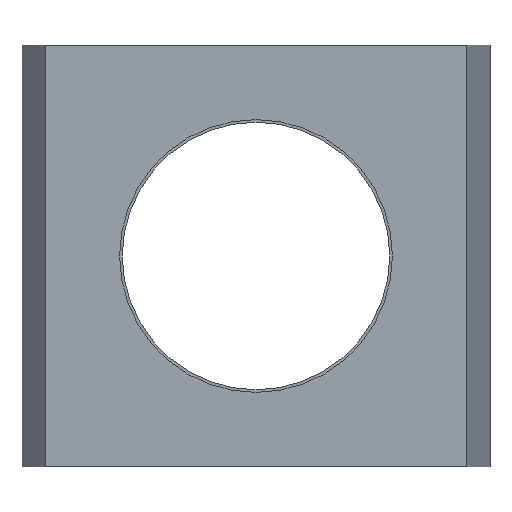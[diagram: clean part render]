
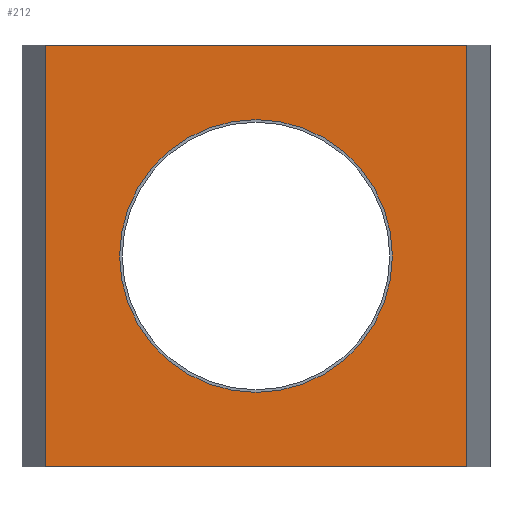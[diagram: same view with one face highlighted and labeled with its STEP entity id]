
A CAD part, front view. The second image highlights one B-rep face of the part: STEP entity #212.
In plain terms, the highlighted planar face has unit normal (0, -1, 0).
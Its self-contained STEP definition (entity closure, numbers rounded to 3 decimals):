
#8 = ORIENTED_EDGE ( 'NONE', *, *, #476, .F. ) ;
#16 = DIRECTION ( 'NONE',  ( 0., 1., 0. ) ) ;
#17 = EDGE_CURVE ( 'NONE', #318, #789, #758, .T. ) ;
#19 = VERTEX_POINT ( 'NONE', #836 ) ;
#21 = DIRECTION ( 'NONE',  ( 0., -1., 0. ) ) ;
#45 = ORIENTED_EDGE ( 'NONE', *, *, #17, .F. ) ;
#52 = ORIENTED_EDGE ( 'NONE', *, *, #369, .T. ) ;
#73 = CARTESIAN_POINT ( 'NONE',  ( 315., 0., 315. ) ) ;
#92 = ORIENTED_EDGE ( 'NONE', *, *, #855, .F. ) ;
#106 = FACE_BOUND ( 'NONE', #453, .T. ) ;
#114 = CARTESIAN_POINT ( 'NONE',  ( 0., 0., 0. ) ) ;
#131 = LINE ( 'NONE', #349, #159 ) ;
#159 = VECTOR ( 'NONE', #652, 1000. ) ;
#212 = ADVANCED_FACE ( 'NONE', ( #106, #262 ), #419, .F. ) ;
#253 = EDGE_LOOP ( 'NONE', ( #268, #92, #8, #52 ) ) ;
#262 = FACE_OUTER_BOUND ( 'NONE', #253, .T. ) ;
#268 = ORIENTED_EDGE ( 'NONE', *, *, #413, .T. ) ;
#278 = CARTESIAN_POINT ( 'NONE',  ( -315., 0., -315. ) ) ;
#281 = CARTESIAN_POINT ( 'NONE',  ( -315., 0., 315. ) ) ;
#303 = ORIENTED_EDGE ( 'NONE', *, *, #532, .F. ) ;
#318 = VERTEX_POINT ( 'NONE', #556 ) ;
#340 = AXIS2_PLACEMENT_3D ( 'NONE', #114, #21, #912 ) ;
#343 = VERTEX_POINT ( 'NONE', #721 ) ;
#345 = DIRECTION ( 'NONE',  ( 0., 0., -1. ) ) ;
#349 = CARTESIAN_POINT ( 'NONE',  ( -315., 0., 315. ) ) ;
#357 = LINE ( 'NONE', #281, #497 ) ;
#369 = EDGE_CURVE ( 'NONE', #19, #608, #357, .T. ) ;
#404 = CARTESIAN_POINT ( 'NONE',  ( -315., 0., 315. ) ) ;
#413 = EDGE_CURVE ( 'NONE', #608, #343, #577, .T. ) ;
#419 = PLANE ( 'NONE',  #563 ) ;
#421 = LINE ( 'NONE', #73, #753 ) ;
#445 = VECTOR ( 'NONE', #511, 1000. ) ;
#453 = EDGE_LOOP ( 'NONE', ( #303, #45 ) ) ;
#476 = EDGE_CURVE ( 'NONE', #19, #776, #131, .T. ) ;
#484 = CARTESIAN_POINT ( 'NONE',  ( 315., 0., 315. ) ) ;
#497 = VECTOR ( 'NONE', #874, 1000. ) ;
#505 = AXIS2_PLACEMENT_3D ( 'NONE', #581, #868, #345 ) ;
#511 = DIRECTION ( 'NONE',  ( 1., 0., 0. ) ) ;
#532 = EDGE_CURVE ( 'NONE', #789, #318, #667, .T. ) ;
#549 = DIRECTION ( 'NONE',  ( 0., 0., 1. ) ) ;
#556 = CARTESIAN_POINT ( 'NONE',  ( 0., 0., 204. ) ) ;
#563 = AXIS2_PLACEMENT_3D ( 'NONE', #404, #16, #549 ) ;
#577 = LINE ( 'NONE', #278, #445 ) ;
#581 = CARTESIAN_POINT ( 'NONE',  ( 0., 0., 0. ) ) ;
#602 = DIRECTION ( 'NONE',  ( 0., 0., -1. ) ) ;
#608 = VERTEX_POINT ( 'NONE', #869 ) ;
#652 = DIRECTION ( 'NONE',  ( 1., 0., 0. ) ) ;
#667 = CIRCLE ( 'NONE', #505, 204. ) ;
#721 = CARTESIAN_POINT ( 'NONE',  ( 315., 0., -315. ) ) ;
#753 = VECTOR ( 'NONE', #602, 1000. ) ;
#758 = CIRCLE ( 'NONE', #340, 204. ) ;
#776 = VERTEX_POINT ( 'NONE', #484 ) ;
#789 = VERTEX_POINT ( 'NONE', #933 ) ;
#836 = CARTESIAN_POINT ( 'NONE',  ( -315., 0., 315. ) ) ;
#855 = EDGE_CURVE ( 'NONE', #776, #343, #421, .T. ) ;
#868 = DIRECTION ( 'NONE',  ( 0., -1., 0. ) ) ;
#869 = CARTESIAN_POINT ( 'NONE',  ( -315., 0., -315. ) ) ;
#874 = DIRECTION ( 'NONE',  ( 0., 0., -1. ) ) ;
#912 = DIRECTION ( 'NONE',  ( 0., 0., -1. ) ) ;
#933 = CARTESIAN_POINT ( 'NONE',  ( 0., 0., -204. ) ) ;
